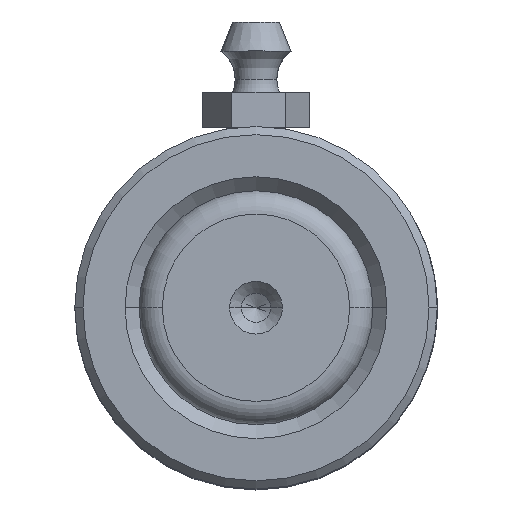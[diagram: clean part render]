
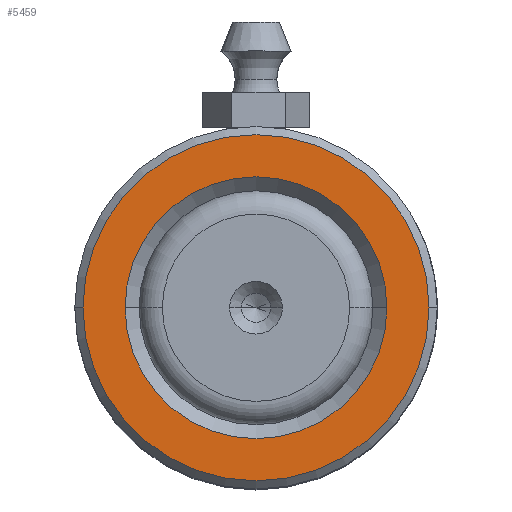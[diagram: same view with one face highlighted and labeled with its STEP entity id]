
A CAD part, top view. The second image highlights one B-rep face of the part: STEP entity #5459.
In plain terms, the highlighted planar face has unit normal (0, 0, 1).
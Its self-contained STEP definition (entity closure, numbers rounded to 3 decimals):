
#22 = FACE_BOUND ( 'NONE', #58, .T. ) ;
#58 = EDGE_LOOP ( 'NONE', ( #4482, #6852 ) ) ;
#137 = ORIENTED_EDGE ( 'NONE', *, *, #5868, .T. ) ;
#310 = DIRECTION ( 'NONE',  ( 0., 0., 1. ) ) ;
#317 = DIRECTION ( 'NONE',  ( 0., 0., -1. ) ) ;
#364 = CIRCLE ( 'NONE', #2291, 11.2 ) ;
#548 = CARTESIAN_POINT ( 'NONE',  ( 14.8, 0., 50. ) ) ;
#796 = AXIS2_PLACEMENT_3D ( 'NONE', #3745, #1151, #1052 ) ;
#869 = CIRCLE ( 'NONE', #796, 14.8 ) ;
#947 = CARTESIAN_POINT ( 'NONE',  ( 0., 0., 50. ) ) ;
#1052 = DIRECTION ( 'NONE',  ( 1., 0., 0. ) ) ;
#1151 = DIRECTION ( 'NONE',  ( 0., 0., 1. ) ) ;
#1520 = CARTESIAN_POINT ( 'NONE',  ( 0., 0., 50. ) ) ;
#1928 = VERTEX_POINT ( 'NONE', #3805 ) ;
#2186 = CARTESIAN_POINT ( 'NONE',  ( 0., 0., 50. ) ) ;
#2218 = PLANE ( 'NONE',  #4679 ) ;
#2291 = AXIS2_PLACEMENT_3D ( 'NONE', #947, #317, #4819 ) ;
#2746 = DIRECTION ( 'NONE',  ( 0., 0., -1. ) ) ;
#3366 = VERTEX_POINT ( 'NONE', #7163 ) ;
#3367 = DIRECTION ( 'NONE',  ( 1., 0., 0. ) ) ;
#3573 = EDGE_CURVE ( 'NONE', #5655, #4526, #869, .T. ) ;
#3745 = CARTESIAN_POINT ( 'NONE',  ( 0., 0., 50. ) ) ;
#3805 = CARTESIAN_POINT ( 'NONE',  ( 11.2, 0., 50. ) ) ;
#3994 = DIRECTION ( 'NONE',  ( 0., 0., 1. ) ) ;
#4172 = EDGE_CURVE ( 'NONE', #1928, #3366, #7446, .T. ) ;
#4190 = CARTESIAN_POINT ( 'NONE',  ( -14.8, 0., 50. ) ) ;
#4257 = EDGE_CURVE ( 'NONE', #3366, #1928, #364, .T. ) ;
#4459 = AXIS2_PLACEMENT_3D ( 'NONE', #4618, #3994, #3367 ) ;
#4482 = ORIENTED_EDGE ( 'NONE', *, *, #4172, .T. ) ;
#4526 = VERTEX_POINT ( 'NONE', #548 ) ;
#4618 = CARTESIAN_POINT ( 'NONE',  ( 0., 0., 50. ) ) ;
#4649 = ORIENTED_EDGE ( 'NONE', *, *, #3573, .T. ) ;
#4679 = AXIS2_PLACEMENT_3D ( 'NONE', #2186, #310, #5502 ) ;
#4819 = DIRECTION ( 'NONE',  ( 1., 0., 0. ) ) ;
#5145 = AXIS2_PLACEMENT_3D ( 'NONE', #1520, #2746, #7911 ) ;
#5459 = ADVANCED_FACE ( 'NONE', ( #6024, #22 ), #2218, .T. ) ;
#5502 = DIRECTION ( 'NONE',  ( 1., 0., 0. ) ) ;
#5655 = VERTEX_POINT ( 'NONE', #4190 ) ;
#5868 = EDGE_CURVE ( 'NONE', #4526, #5655, #8166, .T. ) ;
#6024 = FACE_OUTER_BOUND ( 'NONE', #6696, .T. ) ;
#6696 = EDGE_LOOP ( 'NONE', ( #4649, #137 ) ) ;
#6852 = ORIENTED_EDGE ( 'NONE', *, *, #4257, .T. ) ;
#7163 = CARTESIAN_POINT ( 'NONE',  ( -11.2, 0., 50. ) ) ;
#7446 = CIRCLE ( 'NONE', #5145, 11.2 ) ;
#7911 = DIRECTION ( 'NONE',  ( 1., 0., 0. ) ) ;
#8166 = CIRCLE ( 'NONE', #4459, 14.8 ) ;
